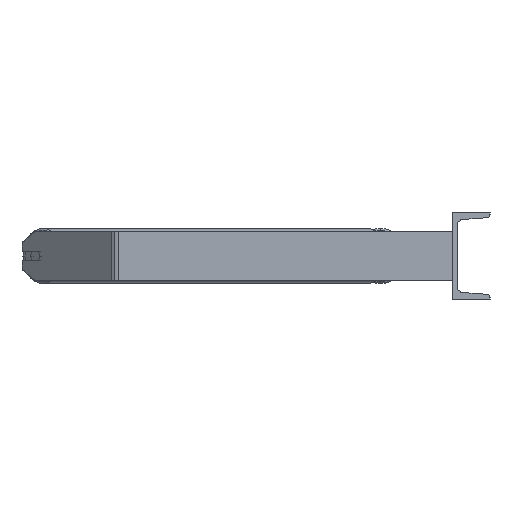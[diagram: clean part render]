
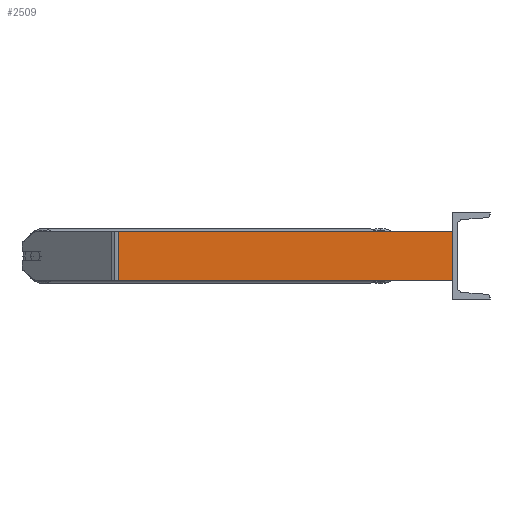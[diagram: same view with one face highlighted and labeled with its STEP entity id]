
A CAD part, left-side view. The second image highlights one B-rep face of the part: STEP entity #2509.
In plain terms, the highlighted planar face has unit normal (-1, 0, 0).
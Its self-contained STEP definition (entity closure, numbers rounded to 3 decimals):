
#341 = DIRECTION ( 'NONE',  ( 0., 1., 0. ) ) ;
#520 = CARTESIAN_POINT ( 'NONE',  ( -1085., 547.329, -40. ) ) ;
#590 = CARTESIAN_POINT ( 'NONE',  ( -1085., 0., 40. ) ) ;
#831 = AXIS2_PLACEMENT_3D ( 'NONE', #5969, #2354, #341 ) ;
#888 = ORIENTED_EDGE ( 'NONE', *, *, #3998, .F. ) ;
#1342 = LINE ( 'NONE', #3337, #2367 ) ;
#1497 = CARTESIAN_POINT ( 'NONE',  ( -1085., 540.702, 40. ) ) ;
#1927 = VECTOR ( 'NONE', #6084, 1000. ) ;
#2069 = VECTOR ( 'NONE', #3677, 1000. ) ;
#2354 = DIRECTION ( 'NONE',  ( 1., 0., 0. ) ) ;
#2367 = VECTOR ( 'NONE', #7641, 1000. ) ;
#2509 = ADVANCED_FACE ( 'NONE', ( #7859 ), #6484, .F. ) ;
#3228 = DIRECTION ( 'NONE',  ( 0., 0., -1. ) ) ;
#3337 = CARTESIAN_POINT ( 'NONE',  ( -1085., 547.329, 40. ) ) ;
#3394 = ORIENTED_EDGE ( 'NONE', *, *, #7458, .T. ) ;
#3606 = VERTEX_POINT ( 'NONE', #590 ) ;
#3677 = DIRECTION ( 'NONE',  ( 0., 0., -1. ) ) ;
#3995 = VERTEX_POINT ( 'NONE', #8656 ) ;
#3998 = EDGE_CURVE ( 'NONE', #3606, #6747, #8204, .T. ) ;
#4345 = LINE ( 'NONE', #1497, #2069 ) ;
#5506 = VERTEX_POINT ( 'NONE', #8769 ) ;
#5969 = CARTESIAN_POINT ( 'NONE',  ( -1085., 547.329, 40. ) ) ;
#6003 = CARTESIAN_POINT ( 'NONE',  ( -1085., 0., -40. ) ) ;
#6084 = DIRECTION ( 'NONE',  ( 0., -1., 0. ) ) ;
#6160 = EDGE_CURVE ( 'NONE', #3995, #5506, #4345, .T. ) ;
#6484 = PLANE ( 'NONE',  #831 ) ;
#6747 = VERTEX_POINT ( 'NONE', #6003 ) ;
#6766 = CARTESIAN_POINT ( 'NONE',  ( -1085., 0., 40. ) ) ;
#7254 = EDGE_LOOP ( 'NONE', ( #3394, #888, #8014, #8192 ) ) ;
#7278 = EDGE_CURVE ( 'NONE', #3995, #3606, #1342, .T. ) ;
#7341 = VECTOR ( 'NONE', #3228, 1000. ) ;
#7458 = EDGE_CURVE ( 'NONE', #5506, #6747, #7592, .T. ) ;
#7592 = LINE ( 'NONE', #520, #1927 ) ;
#7641 = DIRECTION ( 'NONE',  ( 0., -1., 0. ) ) ;
#7859 = FACE_OUTER_BOUND ( 'NONE', #7254, .T. ) ;
#8014 = ORIENTED_EDGE ( 'NONE', *, *, #7278, .F. ) ;
#8192 = ORIENTED_EDGE ( 'NONE', *, *, #6160, .T. ) ;
#8204 = LINE ( 'NONE', #6766, #7341 ) ;
#8656 = CARTESIAN_POINT ( 'NONE',  ( -1085., 540.702, 40. ) ) ;
#8769 = CARTESIAN_POINT ( 'NONE',  ( -1085., 540.702, -40. ) ) ;
